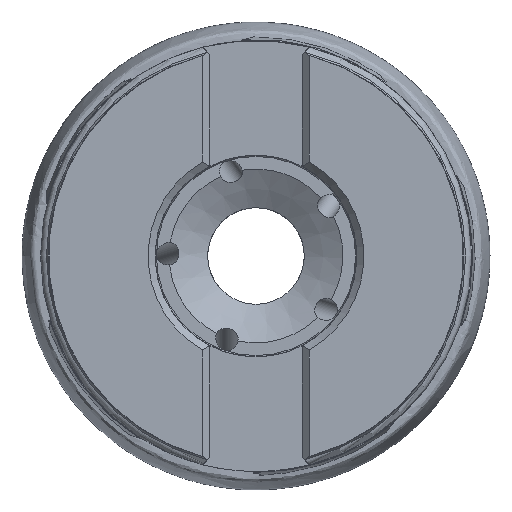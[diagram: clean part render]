
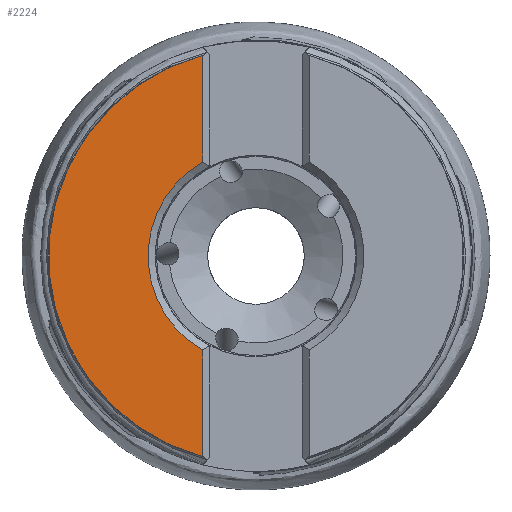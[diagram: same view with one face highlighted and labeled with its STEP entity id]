
A CAD part, left-side view. The second image highlights one B-rep face of the part: STEP entity #2224.
In plain terms, the highlighted planar face has unit normal (-1, 0, 0).
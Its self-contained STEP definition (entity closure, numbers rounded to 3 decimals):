
#49 = DIRECTION ( 'NONE',  ( 1., 0., 0. ) ) ;
#233 = EDGE_CURVE ( 'NONE', #4792, #5034, #8576, .T. ) ;
#565 = ORIENTED_EDGE ( 'NONE', *, *, #2750, .T. ) ;
#1176 = VECTOR ( 'NONE', #7301, 1000. ) ;
#1583 = CARTESIAN_POINT ( 'NONE',  ( -49., 7.15, -35. ) ) ;
#2224 = ADVANCED_FACE ( 'NONE', ( #9460 ), #3990, .T. ) ;
#2750 = EDGE_CURVE ( 'NONE', #3383, #10037, #9840, .T. ) ;
#2848 = CARTESIAN_POINT ( 'NONE',  ( -49., 7.15, 26.991 ) ) ;
#3383 = VERTEX_POINT ( 'NONE', #3566 ) ;
#3566 = CARTESIAN_POINT ( 'NONE',  ( -49., 7.15, 12.643 ) ) ;
#3990 = PLANE ( 'NONE',  #10296 ) ;
#4076 = AXIS2_PLACEMENT_3D ( 'NONE', #9300, #4419, #10134 ) ;
#4243 = CIRCLE ( 'NONE', #5638, 27.922 ) ;
#4419 = DIRECTION ( 'NONE',  ( 1., 0., 0. ) ) ;
#4792 = VERTEX_POINT ( 'NONE', #5212 ) ;
#4809 = DIRECTION ( 'NONE',  ( 0., 0., 1. ) ) ;
#4907 = CARTESIAN_POINT ( 'NONE',  ( -49., 0., 0. ) ) ;
#5034 = VERTEX_POINT ( 'NONE', #5594 ) ;
#5212 = CARTESIAN_POINT ( 'NONE',  ( -49., 7.15, -26.991 ) ) ;
#5594 = CARTESIAN_POINT ( 'NONE',  ( -49., 7.15, -12.643 ) ) ;
#5638 = AXIS2_PLACEMENT_3D ( 'NONE', #4907, #49, #5734 ) ;
#5673 = CIRCLE ( 'NONE', #4076, 14.525 ) ;
#5734 = DIRECTION ( 'NONE',  ( 0., 0., 1. ) ) ;
#6212 = ORIENTED_EDGE ( 'NONE', *, *, #8803, .T. ) ;
#6469 = ORIENTED_EDGE ( 'NONE', *, *, #233, .T. ) ;
#6572 = EDGE_LOOP ( 'NONE', ( #6469, #6212, #565, #9017 ) ) ;
#6659 = VECTOR ( 'NONE', #7648, 1000. ) ;
#6824 = CARTESIAN_POINT ( 'NONE',  ( -49., 7.15, -35. ) ) ;
#7301 = DIRECTION ( 'NONE',  ( 0., 0., 1. ) ) ;
#7320 = EDGE_CURVE ( 'Kante54', #4792, #10037, #4243, .T. ) ;
#7648 = DIRECTION ( 'NONE',  ( 0., 0., 1. ) ) ;
#8576 = LINE ( 'NONE', #6824, #6659 ) ;
#8803 = EDGE_CURVE ( 'NONE', #5034, #3383, #5673, .T. ) ;
#8849 = CARTESIAN_POINT ( 'NONE',  ( -49., 0., 0. ) ) ;
#9017 = ORIENTED_EDGE ( 'NONE', *, *, #7320, .F. ) ;
#9300 = CARTESIAN_POINT ( 'NONE',  ( -49., 0., 0. ) ) ;
#9460 = FACE_OUTER_BOUND ( 'NONE', #6572, .T. ) ;
#9711 = DIRECTION ( 'NONE',  ( -1., 0., 0. ) ) ;
#9840 = LINE ( 'NONE', #1583, #1176 ) ;
#10037 = VERTEX_POINT ( 'NONE', #2848 ) ;
#10134 = DIRECTION ( 'NONE',  ( 0., 0., 1. ) ) ;
#10296 = AXIS2_PLACEMENT_3D ( 'NONE', #8849, #9711, #4809 ) ;
